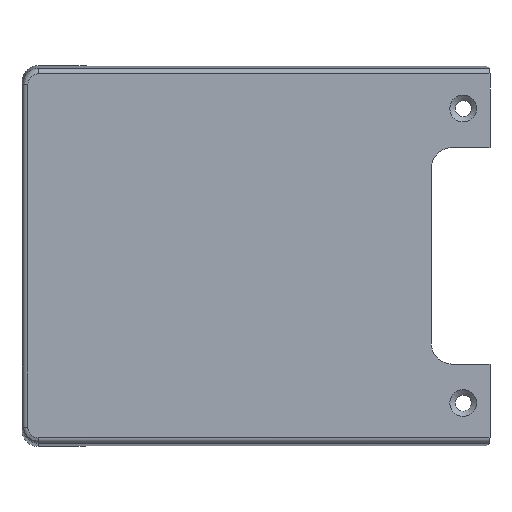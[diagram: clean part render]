
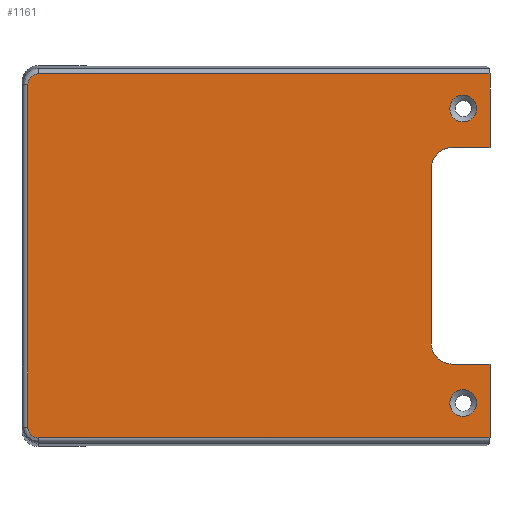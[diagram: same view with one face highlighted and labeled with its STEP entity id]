
A CAD part, top view. The second image highlights one B-rep face of the part: STEP entity #1161.
In plain terms, the highlighted planar face has unit normal (0, 0, 1).
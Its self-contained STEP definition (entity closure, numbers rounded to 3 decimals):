
#23=FACE_BOUND('',#244,.T.);
#24=FACE_BOUND('',#245,.T.);
#53=PLANE('',#1286);
#93=ELLIPSE('',#1276,2.001,2.);
#95=ELLIPSE('',#1279,2.001,2.);
#172=FACE_OUTER_BOUND('',#243,.T.);
#243=EDGE_LOOP('',(#1059,#1060,#1061,#1062,#1063,#1064,#1065,#1066,#1067,
#1068,#1069,#1070));
#244=EDGE_LOOP('',(#1071));
#245=EDGE_LOOP('',(#1072));
#266=LINE('',#1815,#361);
#268=LINE('',#1821,#363);
#283=LINE('',#1853,#378);
#328=LINE('',#2357,#423);
#330=LINE('',#2363,#425);
#331=LINE('',#2365,#426);
#336=LINE('',#2447,#431);
#337=LINE('',#2449,#432);
#361=VECTOR('',#1373,10.);
#363=VECTOR('',#1377,10.);
#378=VECTOR('',#1404,10.);
#423=VECTOR('',#1539,10.);
#425=VECTOR('',#1547,10.);
#426=VECTOR('',#1550,10.);
#431=VECTOR('',#1591,10.);
#432=VECTOR('',#1594,10.);
#459=CIRCLE('',#1258,4.);
#460=CIRCLE('',#1261,4.);
#461=CIRCLE('',#1265,2.5);
#463=CIRCLE('',#1269,2.5);
#499=VERTEX_POINT('',#1804);
#503=VERTEX_POINT('',#1813);
#504=VERTEX_POINT('',#1817);
#506=VERTEX_POINT('',#1820);
#517=VERTEX_POINT('',#1851);
#559=VERTEX_POINT('',#2349);
#560=VERTEX_POINT('',#2351);
#561=VERTEX_POINT('',#2355);
#562=VERTEX_POINT('',#2359);
#563=VERTEX_POINT('',#2367);
#565=VERTEX_POINT('',#2375);
#568=VERTEX_POINT('',#2411);
#570=VERTEX_POINT('',#2441);
#571=VERTEX_POINT('',#2443);
#619=EDGE_CURVE('',#499,#503,#266,.T.);
#621=EDGE_CURVE('',#506,#504,#268,.T.);
#638=EDGE_CURVE('',#517,#503,#283,.T.);
#711=EDGE_CURVE('',#559,#560,#459,.T.);
#714=EDGE_CURVE('',#559,#561,#328,.T.);
#716=EDGE_CURVE('',#562,#561,#460,.T.);
#717=EDGE_CURVE('',#562,#499,#330,.T.);
#718=EDGE_CURVE('',#504,#560,#331,.T.);
#719=EDGE_CURVE('',#563,#563,#461,.T.);
#723=EDGE_CURVE('',#565,#565,#463,.T.);
#729=EDGE_CURVE('',#568,#517,#93,.T.);
#732=EDGE_CURVE('',#570,#571,#95,.T.);
#734=EDGE_CURVE('',#506,#570,#336,.T.);
#735=EDGE_CURVE('',#571,#568,#337,.T.);
#1059=ORIENTED_EDGE('',*,*,#717,.T.);
#1060=ORIENTED_EDGE('',*,*,#619,.T.);
#1061=ORIENTED_EDGE('',*,*,#638,.F.);
#1062=ORIENTED_EDGE('',*,*,#729,.F.);
#1063=ORIENTED_EDGE('',*,*,#735,.F.);
#1064=ORIENTED_EDGE('',*,*,#732,.F.);
#1065=ORIENTED_EDGE('',*,*,#734,.F.);
#1066=ORIENTED_EDGE('',*,*,#621,.T.);
#1067=ORIENTED_EDGE('',*,*,#718,.T.);
#1068=ORIENTED_EDGE('',*,*,#711,.F.);
#1069=ORIENTED_EDGE('',*,*,#714,.T.);
#1070=ORIENTED_EDGE('',*,*,#716,.F.);
#1071=ORIENTED_EDGE('',*,*,#719,.T.);
#1072=ORIENTED_EDGE('',*,*,#723,.T.);
#1161=ADVANCED_FACE('',(#172,#23,#24),#53,.T.);
#1258=AXIS2_PLACEMENT_3D('',#2352,#1533,#1534);
#1261=AXIS2_PLACEMENT_3D('',#2361,#1543,#1544);
#1265=AXIS2_PLACEMENT_3D('',#2368,#1553,#1554);
#1269=AXIS2_PLACEMENT_3D('',#2376,#1563,#1564);
#1276=AXIS2_PLACEMENT_3D('',#2413,#1579,#1580);
#1279=AXIS2_PLACEMENT_3D('',#2444,#1585,#1586);
#1286=AXIS2_PLACEMENT_3D('',#2456,#1604,#1605);
#1373=DIRECTION('',(0.,1.,0.));
#1377=DIRECTION('',(0.,1.,0.));
#1404=DIRECTION('',(1.,0.,0.));
#1533=DIRECTION('center_axis',(0.,0.,1.));
#1534=DIRECTION('ref_axis',(-0.707,-0.707,0.));
#1539=DIRECTION('',(0.,1.,0.));
#1543=DIRECTION('center_axis',(0.,0.,1.));
#1544=DIRECTION('ref_axis',(-0.707,0.707,0.));
#1547=DIRECTION('',(1.,0.,0.));
#1550=DIRECTION('',(-1.,0.,0.));
#1553=DIRECTION('center_axis',(0.,0.,-1.));
#1554=DIRECTION('ref_axis',(1.,0.,0.));
#1563=DIRECTION('center_axis',(0.,0.,-1.));
#1564=DIRECTION('ref_axis',(1.,0.,0.));
#1579=DIRECTION('center_axis',(0.,0.,-1.));
#1580=DIRECTION('ref_axis',(-0.164,0.986,0.));
#1585=DIRECTION('center_axis',(0.,0.,-1.));
#1586=DIRECTION('ref_axis',(-0.164,-0.986,0.));
#1591=DIRECTION('',(-1.,0.,0.));
#1594=DIRECTION('',(0.,1.,0.));
#1604=DIRECTION('center_axis',(0.,0.,1.));
#1605=DIRECTION('ref_axis',(1.,0.,0.));
#1804=CARTESIAN_POINT('',(43.65,20.225,0.));
#1813=CARTESIAN_POINT('',(43.65,33.982,0.));
#1815=CARTESIAN_POINT('',(43.65,34.95,0.));
#1817=CARTESIAN_POINT('',(43.65,-20.225,0.));
#1820=CARTESIAN_POINT('',(43.65,-33.982,0.));
#1821=CARTESIAN_POINT('',(43.65,34.95,0.));
#1851=CARTESIAN_POINT('',(-40.656,33.982,0.));
#1853=CARTESIAN_POINT('',(21.875,33.982,0.));
#2349=CARTESIAN_POINT('',(32.65,-16.225,0.));
#2351=CARTESIAN_POINT('',(36.65,-20.225,0.));
#2352=CARTESIAN_POINT('Origin',(36.65,-16.225,0.));
#2355=CARTESIAN_POINT('',(32.65,16.225,0.));
#2357=CARTESIAN_POINT('',(32.65,-10.113,0.));
#2359=CARTESIAN_POINT('',(36.65,20.225,0.));
#2361=CARTESIAN_POINT('Origin',(36.65,16.225,0.));
#2363=CARTESIAN_POINT('',(16.325,20.225,0.));
#2365=CARTESIAN_POINT('',(27.325,-20.225,0.));
#2367=CARTESIAN_POINT('',(36.15,27.5,0.));
#2368=CARTESIAN_POINT('Origin',(38.65,27.5,0.));
#2375=CARTESIAN_POINT('',(36.15,-27.5,0.));
#2376=CARTESIAN_POINT('Origin',(38.65,-27.5,0.));
#2411=CARTESIAN_POINT('',(-42.655,31.982,0.));
#2413=CARTESIAN_POINT('Origin',(-40.655,31.981,0.));
#2441=CARTESIAN_POINT('',(-40.656,-33.982,0.));
#2443=CARTESIAN_POINT('',(-42.655,-31.982,0.));
#2444=CARTESIAN_POINT('Origin',(-40.655,-31.981,0.));
#2447=CARTESIAN_POINT('',(-21.875,-33.982,0.));
#2449=CARTESIAN_POINT('',(-42.655,17.775,0.));
#2456=CARTESIAN_POINT('Origin',(0.,0.,
0.));
